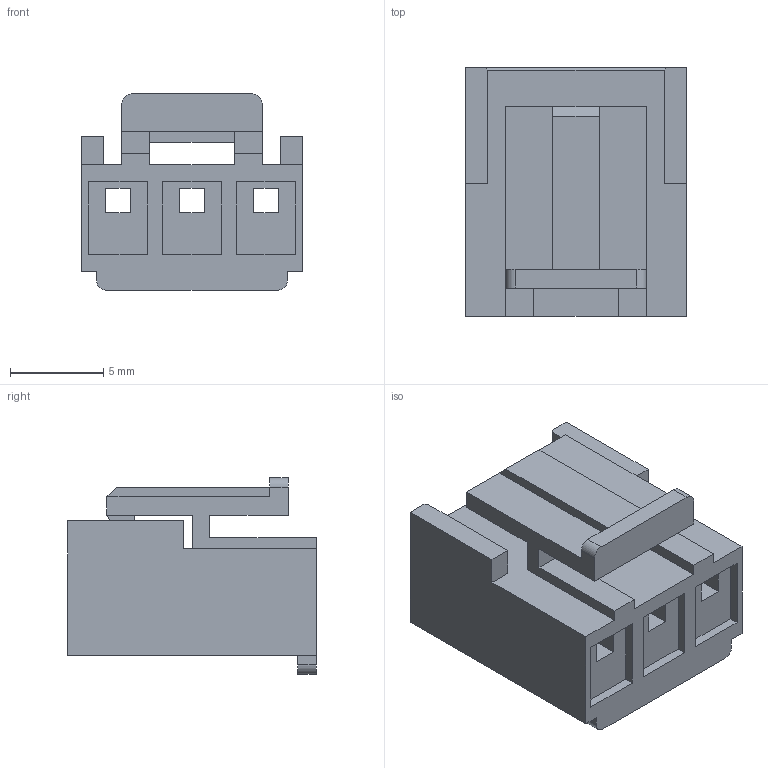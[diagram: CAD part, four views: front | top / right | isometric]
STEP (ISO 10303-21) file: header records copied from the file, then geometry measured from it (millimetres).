
FILE_DESCRIPTION (( 'STEP AP214' ), '1' );
FILE_NAME ('VHR-3N_.STEP', '2021-02-10T02:19:55', ( '' ), ( '' ), 'SwSTEP 2.0', 'SolidWorks 2017', '' );
FILE_SCHEMA (( 'AUTOMOTIVE_DESIGN' ));
Length unit declared in the file: millimetre
Products named in the file (1): VHR-3N_
Bounding box: 11.82 x 13.3 x 10.5 mm (x, y, z)
Volume: 928.6 mm3; surface area: 1136.8 mm2
Topology: 1 solids, 1 shells, 100 faces, 273 edges, 176 vertices
Faces by surface type: plane 96, cylinder 4
Entity records: 4231 total; most frequent: CARTESIAN_POINT 550, ORIENTED_EDGE 546, DIRECTION 483, EDGE_CURVE 273, LINE 265, VECTOR 265, VERTEX_POINT 176, AXIS2_PLACEMENT_3D 109
